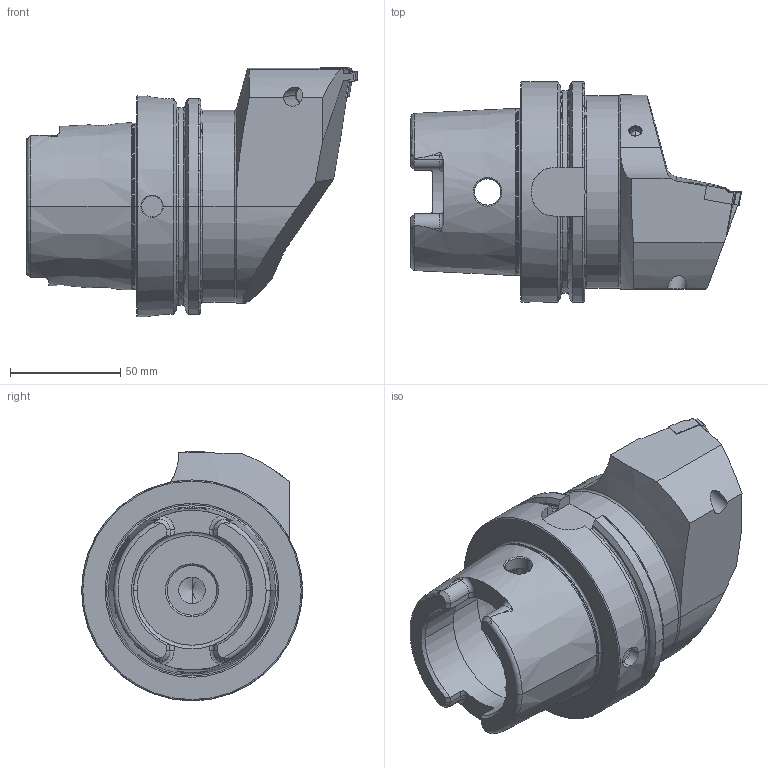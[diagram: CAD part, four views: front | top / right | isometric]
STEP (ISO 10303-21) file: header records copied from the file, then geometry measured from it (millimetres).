
FILE_DESCRIPTION (( 'STEP AP214' ), '1' );
FILE_NAME ('HA0.KXX.LGR.100.STEP', '2017-12-14T08:56:20', ( 'SWIAdmin' ), ( 'Hewlett-Packard Company' ), 'SwSTEP 2.0', 'SolidWorks 2017', '' );
FILE_SCHEMA (( 'AUTOMOTIVE_DESIGN' ));
Length unit declared in the file: millimetre
Products named in the file (6): WCE-ER4.101.020_A; WCE-ER3.101.000_A; XNMT440612_TCMT16T308; KVT_MB_600_060; HA0-KXX.LGR.100_A_Fertigbearbeitung; HA0.KXX.LGR.100
Assembly tree (5 placements, depth 2):
  HA0.KXX.LGR.100
    HA0-KXX.LGR.100_A_Fertigbearbeitung
    KVT_MB_600_060
    XNMT440612_TCMT16T308
    WCE-ER3.101.000_A
    WCE-ER4.101.020_A
Bounding box: 149.91 x 100 x 113 mm (x, y, z)
Volume: 542992.6 mm3; surface area: 71361.6 mm2
Topology: 6 solids, 6 shells, 327 faces, 848 edges, 525 vertices
Faces by surface type: plane 103, cylinder 99, cone 75, torus 44, bspline 4, sphere 2
Entity records: 12957 total; most frequent: CARTESIAN_POINT 3623, ORIENTED_EDGE 1674, DIRECTION 1614, EDGE_CURVE 837, AXIS2_PLACEMENT_3D 627, VERTEX_POINT 522, VECTOR 360, LINE 360
